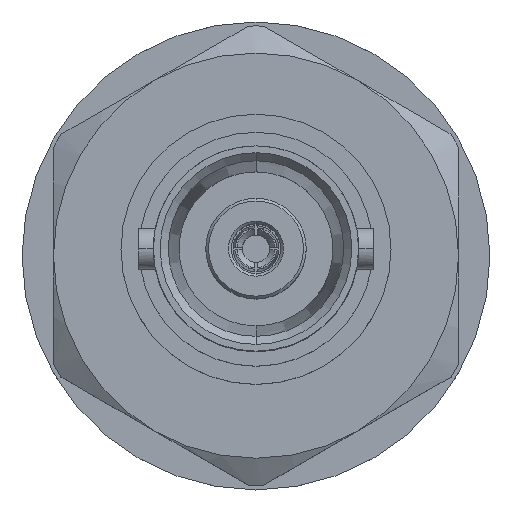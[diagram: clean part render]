
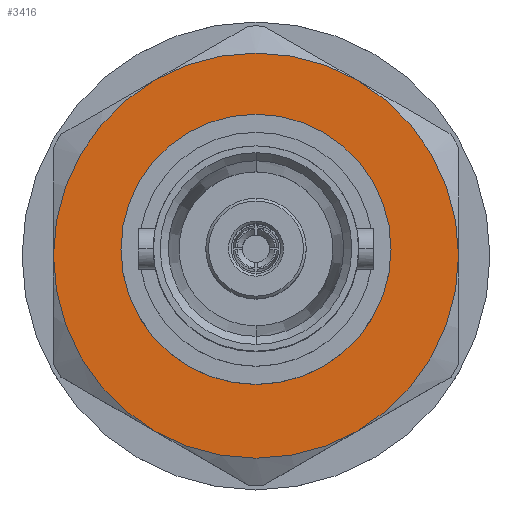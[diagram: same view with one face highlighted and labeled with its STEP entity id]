
A CAD part, top view. The second image highlights one B-rep face of the part: STEP entity #3416.
In plain terms, the highlighted face is planar.
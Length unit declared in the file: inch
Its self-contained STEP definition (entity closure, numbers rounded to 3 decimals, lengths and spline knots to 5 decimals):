
#314 = ORIENTED_EDGE ( 'NONE', *, *, #10995, .F. ) ;
#338 = FACE_BOUND ( 'NONE', #1483, .T. ) ;
#625 = DIRECTION ( 'NONE',  ( 0., 0., 1. ) ) ;
#647 = VERTEX_POINT ( 'NONE', #1624 ) ;
#820 = ORIENTED_EDGE ( 'NONE', *, *, #1984, .F. ) ;
#931 = CARTESIAN_POINT ( 'NONE',  ( 1.46457, 0., 0. ) ) ;
#1017 = CIRCLE ( 'NONE', #7520, 0.375 ) ;
#1406 = DIRECTION ( 'NONE',  ( 1., 0., 0. ) ) ;
#1483 = EDGE_LOOP ( 'NONE', ( #1841, #1891 ) ) ;
#1498 = VERTEX_POINT ( 'NONE', #7604 ) ;
#1521 = EDGE_CURVE ( 'NONE', #2215, #1498, #6796, .T. ) ;
#1624 = CARTESIAN_POINT ( 'NONE',  ( 1.46457, -0.32476, 0.1875 ) ) ;
#1736 = DIRECTION ( 'NONE',  ( 0., 0., 1. ) ) ;
#1841 = ORIENTED_EDGE ( 'NONE', *, *, #2631, .T. ) ;
#1891 = ORIENTED_EDGE ( 'NONE', *, *, #1521, .T. ) ;
#1984 = EDGE_CURVE ( 'NONE', #11025, #8181, #10428, .T. ) ;
#2017 = CARTESIAN_POINT ( 'NONE',  ( 1.46457, -0.32476, -0.1875 ) ) ;
#2194 = CARTESIAN_POINT ( 'NONE',  ( 1.46457, 0., 0. ) ) ;
#2215 = VERTEX_POINT ( 'NONE', #9902 ) ;
#2385 = DIRECTION ( 'NONE',  ( -1., 0., 0. ) ) ;
#2631 = EDGE_CURVE ( 'NONE', #1498, #2215, #2746, .T. ) ;
#2746 = CIRCLE ( 'NONE', #3106, 0.22244 ) ;
#2928 = CARTESIAN_POINT ( 'NONE',  ( 1.46457, 0., 0. ) ) ;
#3106 = AXIS2_PLACEMENT_3D ( 'NONE', #8125, #10781, #3758 ) ;
#3107 = DIRECTION ( 'NONE',  ( 0., 0., 1. ) ) ;
#3416 = ADVANCED_FACE ( 'NONE', ( #338, #3784 ), #7248, .T. ) ;
#3758 = DIRECTION ( 'NONE',  ( 0., 0., -1. ) ) ;
#3784 = FACE_OUTER_BOUND ( 'NONE', #9683, .T. ) ;
#3803 = CARTESIAN_POINT ( 'NONE',  ( 1.46457, 0., 0.375 ) ) ;
#4228 = CARTESIAN_POINT ( 'NONE',  ( 1.46457, 0.32476, 0.1875 ) ) ;
#4511 = AXIS2_PLACEMENT_3D ( 'NONE', #8107, #7881, #8952 ) ;
#5419 = CARTESIAN_POINT ( 'NONE',  ( 1.46457, 0., 0. ) ) ;
#5530 = AXIS2_PLACEMENT_3D ( 'NONE', #5419, #6048, #1736 ) ;
#5534 = ORIENTED_EDGE ( 'NONE', *, *, #6588, .F. ) ;
#5698 = AXIS2_PLACEMENT_3D ( 'NONE', #931, #10278, #5965 ) ;
#5900 = DIRECTION ( 'NONE',  ( 0., 0., 1. ) ) ;
#5965 = DIRECTION ( 'NONE',  ( 0., 0., -1. ) ) ;
#6048 = DIRECTION ( 'NONE',  ( -1., 0., 0. ) ) ;
#6063 = CARTESIAN_POINT ( 'NONE',  ( 1.46457, 0., 0. ) ) ;
#6255 = CIRCLE ( 'NONE', #6431, 0.375 ) ;
#6431 = AXIS2_PLACEMENT_3D ( 'NONE', #6063, #6866, #5900 ) ;
#6459 = AXIS2_PLACEMENT_3D ( 'NONE', #2928, #1406, #10192 ) ;
#6523 = CARTESIAN_POINT ( 'NONE',  ( 1.46457, 0., -0.375 ) ) ;
#6588 = EDGE_CURVE ( 'NONE', #8097, #10202, #10490, .T. ) ;
#6752 = CARTESIAN_POINT ( 'NONE',  ( 1.46457, 0.32476, -0.1875 ) ) ;
#6796 = CIRCLE ( 'NONE', #5698, 0.22244 ) ;
#6866 = DIRECTION ( 'NONE',  ( -1., 0., 0. ) ) ;
#7248 = PLANE ( 'NONE',  #6459 ) ;
#7520 = AXIS2_PLACEMENT_3D ( 'NONE', #2194, #8391, #625 ) ;
#7604 = CARTESIAN_POINT ( 'NONE',  ( 1.46457, 0., -0.22244 ) ) ;
#7761 = EDGE_CURVE ( 'NONE', #8181, #9444, #10070, .T. ) ;
#7881 = DIRECTION ( 'NONE',  ( -1., 0., 0. ) ) ;
#8049 = DIRECTION ( 'NONE',  ( -1., 0., 0. ) ) ;
#8097 = VERTEX_POINT ( 'NONE', #3803 ) ;
#8107 = CARTESIAN_POINT ( 'NONE',  ( 1.46457, 0., 0. ) ) ;
#8125 = CARTESIAN_POINT ( 'NONE',  ( 1.46457, 0., 0. ) ) ;
#8181 = VERTEX_POINT ( 'NONE', #6523 ) ;
#8391 = DIRECTION ( 'NONE',  ( -1., 0., 0. ) ) ;
#8408 = ORIENTED_EDGE ( 'NONE', *, *, #9585, .F. ) ;
#8676 = ORIENTED_EDGE ( 'NONE', *, *, #10886, .F. ) ;
#8899 = CARTESIAN_POINT ( 'NONE',  ( 1.46457, 0., 0. ) ) ;
#8952 = DIRECTION ( 'NONE',  ( 0., 0., 1. ) ) ;
#9444 = VERTEX_POINT ( 'NONE', #2017 ) ;
#9585 = EDGE_CURVE ( 'NONE', #9444, #647, #9675, .T. ) ;
#9675 = CIRCLE ( 'NONE', #10752, 0.375 ) ;
#9683 = EDGE_LOOP ( 'NONE', ( #314, #8408, #10464, #820, #8676, #5534 ) ) ;
#9902 = CARTESIAN_POINT ( 'NONE',  ( 1.46457, 0., 0.22244 ) ) ;
#9944 = DIRECTION ( 'NONE',  ( 0., 0., 1. ) ) ;
#10052 = CARTESIAN_POINT ( 'NONE',  ( 1.46457, 0., 0. ) ) ;
#10070 = CIRCLE ( 'NONE', #10784, 0.375 ) ;
#10192 = DIRECTION ( 'NONE',  ( 0., 0., -1. ) ) ;
#10202 = VERTEX_POINT ( 'NONE', #4228 ) ;
#10278 = DIRECTION ( 'NONE',  ( -1., 0., 0. ) ) ;
#10428 = CIRCLE ( 'NONE', #5530, 0.375 ) ;
#10464 = ORIENTED_EDGE ( 'NONE', *, *, #7761, .F. ) ;
#10490 = CIRCLE ( 'NONE', #4511, 0.375 ) ;
#10752 = AXIS2_PLACEMENT_3D ( 'NONE', #8899, #8049, #3107 ) ;
#10781 = DIRECTION ( 'NONE',  ( -1., 0., 0. ) ) ;
#10784 = AXIS2_PLACEMENT_3D ( 'NONE', #10052, #2385, #9944 ) ;
#10886 = EDGE_CURVE ( 'NONE', #10202, #11025, #1017, .T. ) ;
#10995 = EDGE_CURVE ( 'NONE', #647, #8097, #6255, .T. ) ;
#11025 = VERTEX_POINT ( 'NONE', #6752 ) ;
